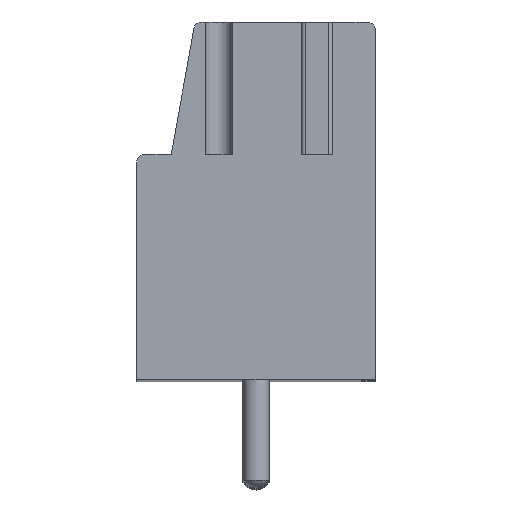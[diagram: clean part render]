
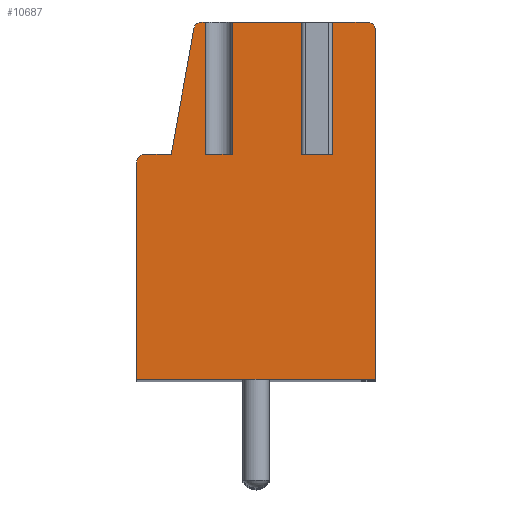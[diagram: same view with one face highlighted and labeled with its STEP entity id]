
A CAD part, top view. The second image highlights one B-rep face of the part: STEP entity #10687.
In plain terms, the highlighted planar face has unit normal (0, 0, 1).
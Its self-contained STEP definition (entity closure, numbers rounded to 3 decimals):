
#52=DIRECTION('',(1.,0.,0.));
#53=VECTOR('',#52,1.);
#54=CARTESIAN_POINT('',(-1.9,3.36,42.5));
#55=LINE('',#54,#53);
#56=DIRECTION('',(0.,1.,0.));
#57=VECTOR('',#56,5.);
#58=CARTESIAN_POINT('',(-0.9,3.36,42.5));
#59=LINE('',#58,#57);
#60=DIRECTION('',(-1.,0.,0.));
#61=VECTOR('',#60,2.8);
#62=CARTESIAN_POINT('',(1.9,8.36,42.5));
#63=LINE('',#62,#61);
#64=DIRECTION('',(0.,1.,0.));
#65=VECTOR('',#64,5.);
#66=CARTESIAN_POINT('',(1.9,3.36,42.5));
#67=LINE('',#66,#65);
#68=DIRECTION('',(1.,0.,0.));
#69=VECTOR('',#68,0.8);
#70=CARTESIAN_POINT('',(1.9,3.36,42.5));
#71=LINE('',#70,#69);
#72=DIRECTION('',(0.,1.,0.));
#73=VECTOR('',#72,5.);
#74=CARTESIAN_POINT('',(2.7,3.36,42.5));
#75=LINE('',#74,#73);
#76=DIRECTION('',(-1.,0.,0.));
#77=VECTOR('',#76,1.5);
#78=CARTESIAN_POINT('',(4.2,8.36,42.5));
#79=LINE('',#78,#77);
#80=CARTESIAN_POINT('',(4.2,8.06,42.5));
#81=DIRECTION('',(0.,0.,1.));
#82=DIRECTION('',(1.,0.,0.));
#83=AXIS2_PLACEMENT_3D('',#80,#81,#82);
#85=DIRECTION('',(0.,1.,0.));
#86=VECTOR('',#85,13.2);
#87=CARTESIAN_POINT('',(4.5,-5.14,42.5));
#88=LINE('',#87,#86);
#89=DIRECTION('',(1.,0.,0.));
#90=VECTOR('',#89,9.);
#91=CARTESIAN_POINT('',(-4.5,-5.14,42.5));
#92=LINE('',#91,#90);
#93=DIRECTION('',(0.,-1.,0.));
#94=VECTOR('',#93,8.2);
#95=CARTESIAN_POINT('',(-4.5,3.06,42.5));
#96=LINE('',#95,#94);
#97=CARTESIAN_POINT('',(-4.2,3.06,42.5));
#98=DIRECTION('',(0.,0.,1.));
#99=DIRECTION('',(0.,1.,0.));
#100=AXIS2_PLACEMENT_3D('',#97,#98,#99);
#102=DIRECTION('',(-1.,0.,0.));
#103=VECTOR('',#102,1.);
#104=CARTESIAN_POINT('',(-3.2,3.36,42.5));
#105=LINE('',#104,#103);
#106=DIRECTION('',(-0.177,-0.984,0.));
#107=VECTOR('',#106,4.829);
#108=CARTESIAN_POINT('',(-2.345,8.113,42.5));
#109=LINE('',#108,#107);
#110=CARTESIAN_POINT('',(-2.05,8.06,42.5));
#111=DIRECTION('',(0.,0.,1.));
#112=DIRECTION('',(0.,1.,0.));
#113=AXIS2_PLACEMENT_3D('',#110,#111,#112);
#115=DIRECTION('',(-1.,0.,0.));
#116=VECTOR('',#115,0.15);
#117=CARTESIAN_POINT('',(-1.9,8.36,42.5));
#118=LINE('',#117,#116);
#119=DIRECTION('',(0.,1.,0.));
#120=VECTOR('',#119,5.);
#121=CARTESIAN_POINT('',(-1.9,3.36,42.5));
#122=LINE('',#121,#120);
#8291=CARTESIAN_POINT('',(4.5,-5.14,42.5));
#8292=CARTESIAN_POINT('',(4.5,8.06,42.5));
#8293=VERTEX_POINT('',#8291);
#8294=VERTEX_POINT('',#8292);
#8295=CARTESIAN_POINT('',(4.2,8.36,42.5));
#8296=VERTEX_POINT('',#8295);
#8297=CARTESIAN_POINT('',(-2.05,8.36,42.5));
#8298=CARTESIAN_POINT('',(-2.345,8.113,42.5));
#8299=VERTEX_POINT('',#8297);
#8300=VERTEX_POINT('',#8298);
#8301=CARTESIAN_POINT('',(-3.2,3.36,42.5));
#8302=VERTEX_POINT('',#8301);
#8303=CARTESIAN_POINT('',(-4.2,3.36,42.5));
#8304=VERTEX_POINT('',#8303);
#8305=CARTESIAN_POINT('',(-4.5,3.06,42.5));
#8306=VERTEX_POINT('',#8305);
#8307=CARTESIAN_POINT('',(-4.5,-5.14,42.5));
#8308=VERTEX_POINT('',#8307);
#8606=CARTESIAN_POINT('',(1.9,3.36,42.5));
#8607=CARTESIAN_POINT('',(2.7,3.36,42.5));
#8608=VERTEX_POINT('',#8606);
#8609=VERTEX_POINT('',#8607);
#8610=CARTESIAN_POINT('',(2.7,8.36,42.5));
#8611=VERTEX_POINT('',#8610);
#8612=CARTESIAN_POINT('',(1.9,8.36,42.5));
#8613=VERTEX_POINT('',#8612);
#8634=CARTESIAN_POINT('',(-1.9,3.36,42.5));
#8635=CARTESIAN_POINT('',(-0.9,3.36,42.5));
#8636=VERTEX_POINT('',#8634);
#8637=VERTEX_POINT('',#8635);
#8638=CARTESIAN_POINT('',(-0.9,8.36,42.5));
#8639=VERTEX_POINT('',#8638);
#8640=CARTESIAN_POINT('',(-1.9,8.36,42.5));
#8641=VERTEX_POINT('',#8640);
#10646=CARTESIAN_POINT('',(0.,0.,42.5));
#10647=DIRECTION('',(0.,0.,1.));
#10648=DIRECTION('',(1.,0.,0.));
#10649=AXIS2_PLACEMENT_3D('',#10646,#10647,#10648);
#10650=PLANE('',#10649);
#10652=ORIENTED_EDGE('',*,*,#10651,.T.);
#10654=ORIENTED_EDGE('',*,*,#10653,.T.);
#10656=ORIENTED_EDGE('',*,*,#10655,.F.);
#10658=ORIENTED_EDGE('',*,*,#10657,.F.);
#10660=ORIENTED_EDGE('',*,*,#10659,.T.);
#10662=ORIENTED_EDGE('',*,*,#10661,.T.);
#10664=ORIENTED_EDGE('',*,*,#10663,.F.);
#10666=ORIENTED_EDGE('',*,*,#10665,.F.);
#10668=ORIENTED_EDGE('',*,*,#10667,.F.);
#10670=ORIENTED_EDGE('',*,*,#10669,.F.);
#10672=ORIENTED_EDGE('',*,*,#10671,.F.);
#10674=ORIENTED_EDGE('',*,*,#10673,.F.);
#10676=ORIENTED_EDGE('',*,*,#10675,.F.);
#10678=ORIENTED_EDGE('',*,*,#10677,.F.);
#10680=ORIENTED_EDGE('',*,*,#10679,.F.);
#10682=ORIENTED_EDGE('',*,*,#10681,.F.);
#10684=ORIENTED_EDGE('',*,*,#10683,.F.);
#10685=EDGE_LOOP('',(#10652,#10654,#10656,#10658,#10660,#10662,#10664,#10666,
#10668,#10670,#10672,#10674,#10676,#10678,#10680,#10682,#10684));
#10686=FACE_OUTER_BOUND('',#10685,.F.);
#84=CIRCLE('',#83,0.3);
#101=CIRCLE('',#100,0.3);
#114=CIRCLE('',#113,0.3);
#10651=EDGE_CURVE('',#8636,#8637,#55,.T.);
#10653=EDGE_CURVE('',#8637,#8639,#59,.T.);
#10655=EDGE_CURVE('',#8613,#8639,#63,.T.);
#10657=EDGE_CURVE('',#8608,#8613,#67,.T.);
#10659=EDGE_CURVE('',#8608,#8609,#71,.T.);
#10661=EDGE_CURVE('',#8609,#8611,#75,.T.);
#10663=EDGE_CURVE('',#8296,#8611,#79,.T.);
#10665=EDGE_CURVE('',#8294,#8296,#84,.T.);
#10667=EDGE_CURVE('',#8293,#8294,#88,.T.);
#10669=EDGE_CURVE('',#8308,#8293,#92,.T.);
#10671=EDGE_CURVE('',#8306,#8308,#96,.T.);
#10673=EDGE_CURVE('',#8304,#8306,#101,.T.);
#10675=EDGE_CURVE('',#8302,#8304,#105,.T.);
#10677=EDGE_CURVE('',#8300,#8302,#109,.T.);
#10679=EDGE_CURVE('',#8299,#8300,#114,.T.);
#10681=EDGE_CURVE('',#8641,#8299,#118,.T.);
#10683=EDGE_CURVE('',#8636,#8641,#122,.T.);
#10687=ADVANCED_FACE('',(#10686),#10650,.T.);
